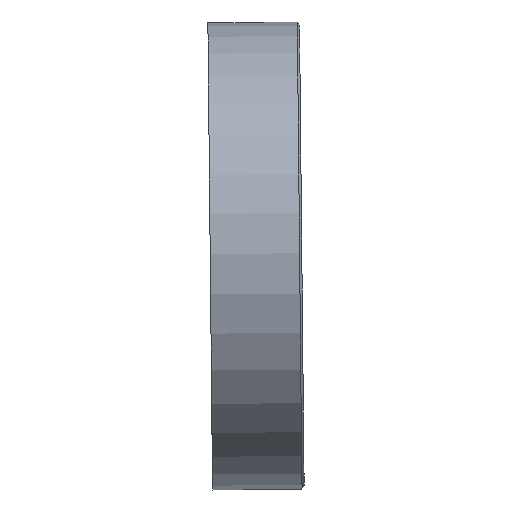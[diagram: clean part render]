
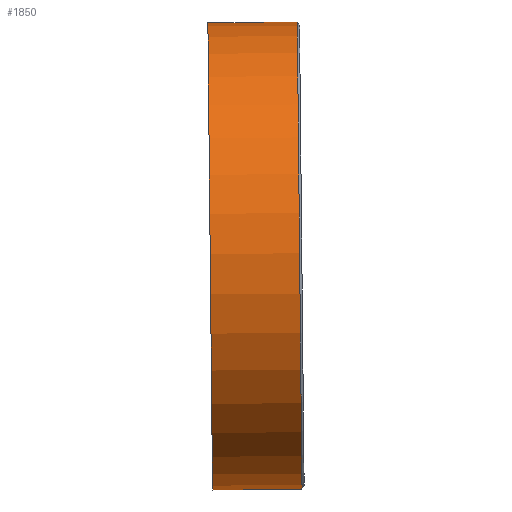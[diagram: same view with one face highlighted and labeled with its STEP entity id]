
A CAD part, front view. The second image highlights one B-rep face of the part: STEP entity #1850.
In plain terms, the highlighted cylindrical face has radius 765 mm (diameter 1530 mm), a partial arc.
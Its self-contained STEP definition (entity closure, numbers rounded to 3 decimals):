
#1040=CARTESIAN_POINT('',(-15.345,142.783,
764.846));
#1050=VERTEX_POINT('',#1040);
#1330=CARTESIAN_POINT('',(-15.345,-150.,764.846));
#1340=VERTEX_POINT('',#1330);
#1370=CARTESIAN_POINT('',(-15.345,-150.,764.846));
#1380=DIRECTION('',(0.,1.,0.));
#1390=VECTOR('',#1380,1.);
#1400=LINE('',#1370,#1390);
#1410=EDGE_CURVE('',#1340,#1050,#1400,.T.);
#1530=CARTESIAN_POINT('',(0.,-150.,0.));
#1540=DIRECTION('',(0.,-1.,0.));
#1550=DIRECTION('',(0.,0.,1.));
#1560=AXIS2_PLACEMENT_3D('',#1530,#1540,#1550);
#1570=CYLINDRICAL_SURFACE('',#1560,765.);
#1580=ORIENTED_EDGE('',*,*,#1410,.T.);
#1590=CARTESIAN_POINT('',(0.,-150.,0.));
#1600=DIRECTION('',(0.,-1.,-0.));
#1610=DIRECTION('',(0.,0.,-1.));
#1620=AXIS2_PLACEMENT_3D('',#1590,#1600,#1610);
#1630=CIRCLE('',#1620,765.);
#1640=CARTESIAN_POINT('',(0.,-150.,-765.));
#1650=VERTEX_POINT('',#1640);
#1660=EDGE_CURVE('',#1340,#1650,#1630,.T.);
#1670=ORIENTED_EDGE('',*,*,#1660,.F.);
#1680=CARTESIAN_POINT('',(0.,-150.,-765.));
#1690=DIRECTION('',(0.,-1.,0.));
#1700=VECTOR('',#1690,1.);
#1710=LINE('',#1680,#1700);
#1720=CARTESIAN_POINT('',(0.,142.783,-765.));
#1730=VERTEX_POINT('',#1720);
#1740=EDGE_CURVE('',#1730,#1650,#1710,.T.);
#1750=ORIENTED_EDGE('',*,*,#1740,.T.);
#1760=CARTESIAN_POINT('',(0.,142.783,
0.));
#1770=DIRECTION('',(0.,1.,0.));
#1780=DIRECTION('',(0.,0.,-1.));
#1790=AXIS2_PLACEMENT_3D('',#1760,#1770,#1780);
#1800=CIRCLE('',#1790,765.);
#1810=EDGE_CURVE('',#1730,#1050,#1800,.T.);
#1820=ORIENTED_EDGE('',*,*,#1810,.F.);
#1830=EDGE_LOOP('',(#1820,#1750,#1670,#1580));
#1840=FACE_OUTER_BOUND('',#1830,.T.);
#1850=ADVANCED_FACE('',(#1840),#1570,.T.);
